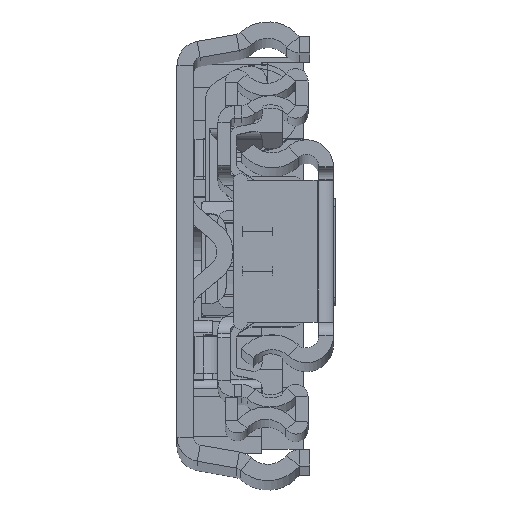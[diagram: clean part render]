
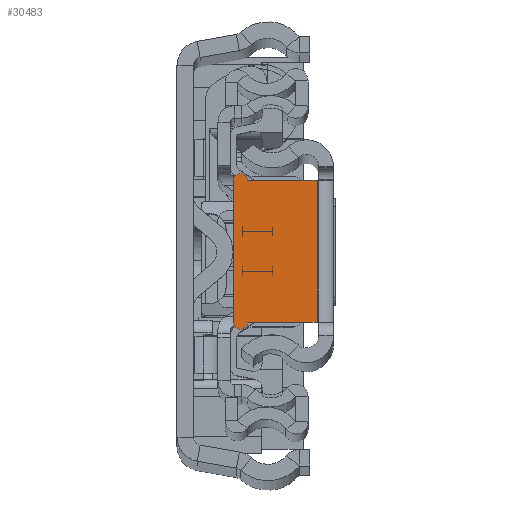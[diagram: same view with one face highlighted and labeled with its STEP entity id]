
A CAD part, top view. The second image highlights one B-rep face of the part: STEP entity #30483.
In plain terms, the highlighted planar face has unit normal (0, 0, 1).
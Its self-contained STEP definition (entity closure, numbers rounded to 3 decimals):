
#3558 = CARTESIAN_POINT ( 'NONE',  ( -10.5, 8.65, 0. ) ) ;
#3961 = DIRECTION ( 'NONE',  ( 0., 1., 0. ) ) ;
#4763 = LINE ( 'NONE', #12418, #46665 ) ;
#6648 = AXIS2_PLACEMENT_3D ( 'NONE', #43085, #26270, #42041 ) ;
#6665 = CARTESIAN_POINT ( 'NONE',  ( -11.35, 8.65, 0. ) ) ;
#7912 = CARTESIAN_POINT ( 'NONE',  ( -2., 0., 0. ) ) ;
#10231 = CARTESIAN_POINT ( 'NONE',  ( -12.2, -8.65, 0. ) ) ;
#10361 = DIRECTION ( 'NONE',  ( 1., 0., 0. ) ) ;
#11900 = ORIENTED_EDGE ( 'NONE', *, *, #19890, .T. ) ;
#12028 = EDGE_CURVE ( 'NONE', #30128, #29594, #18354, .T. ) ;
#12168 = DIRECTION ( 'NONE',  ( -1., 0., 0. ) ) ;
#12418 = CARTESIAN_POINT ( 'NONE',  ( -12.2, -8.65, 0. ) ) ;
#13875 = CARTESIAN_POINT ( 'NONE',  ( -12.2, 8.65, 0. ) ) ;
#14655 = ORIENTED_EDGE ( 'NONE', *, *, #43619, .T. ) ;
#14925 = VERTEX_POINT ( 'NONE', #15651 ) ;
#15345 = DIRECTION ( 'NONE',  ( 0., 0., 1. ) ) ;
#15558 = LINE ( 'NONE', #7912, #51433 ) ;
#15651 = CARTESIAN_POINT ( 'NONE',  ( -2., -8.65, 0. ) ) ;
#16214 = EDGE_LOOP ( 'NONE', ( #23068, #18078, #29746, #11900, #28923, #14655 ) ) ;
#16505 = EDGE_CURVE ( 'NONE', #14925, #18292, #4763, .T. ) ;
#16757 = PLANE ( 'NONE',  #6648 ) ;
#17056 = VERTEX_POINT ( 'NONE', #3558 ) ;
#18078 = ORIENTED_EDGE ( 'NONE', *, *, #34895, .T. ) ;
#18141 = CARTESIAN_POINT ( 'NONE',  ( -11.35, -8.65, 0. ) ) ;
#18238 = LINE ( 'NONE', #19028, #40359 ) ;
#18292 = VERTEX_POINT ( 'NONE', #39602 ) ;
#18354 = LINE ( 'NONE', #13875, #48949 ) ;
#19028 = CARTESIAN_POINT ( 'NONE',  ( -1.8, 8.65, 0. ) ) ;
#19890 = EDGE_CURVE ( 'NONE', #14925, #38433, #15558, .T. ) ;
#20944 = EDGE_CURVE ( 'NONE', #17056, #38433, #18238, .T. ) ;
#23068 = ORIENTED_EDGE ( 'NONE', *, *, #12028, .F. ) ;
#26270 = DIRECTION ( 'NONE',  ( 0., 0., 1. ) ) ;
#28923 = ORIENTED_EDGE ( 'NONE', *, *, #20944, .F. ) ;
#29594 = VERTEX_POINT ( 'NONE', #45399 ) ;
#29746 = ORIENTED_EDGE ( 'NONE', *, *, #16505, .F. ) ;
#30128 = VERTEX_POINT ( 'NONE', #10231 ) ;
#30483 = ADVANCED_FACE ( 'NONE', ( #36805 ), #16757, .T. ) ;
#33876 = CARTESIAN_POINT ( 'NONE',  ( -2., 8.65, 0. ) ) ;
#33959 = DIRECTION ( 'NONE',  ( 0., 0., 1. ) ) ;
#34316 = DIRECTION ( 'NONE',  ( 1., 0., 0. ) ) ;
#34895 = EDGE_CURVE ( 'NONE', #30128, #18292, #34969, .T. ) ;
#34969 = CIRCLE ( 'NONE', #50079, 0.85 ) ;
#35344 = AXIS2_PLACEMENT_3D ( 'NONE', #6665, #15345, #10361 ) ;
#36805 = FACE_OUTER_BOUND ( 'NONE', #16214, .T. ) ;
#37848 = CIRCLE ( 'NONE', #35344, 0.85 ) ;
#38424 = DIRECTION ( 'NONE',  ( -1., 0., 0. ) ) ;
#38433 = VERTEX_POINT ( 'NONE', #33876 ) ;
#39602 = CARTESIAN_POINT ( 'NONE',  ( -10.5, -8.65, 0. ) ) ;
#40359 = VECTOR ( 'NONE', #34316, 1000. ) ;
#41540 = DIRECTION ( 'NONE',  ( 0., 1., 0. ) ) ;
#42041 = DIRECTION ( 'NONE',  ( 1., 0., 0. ) ) ;
#43085 = CARTESIAN_POINT ( 'NONE',  ( 0., 0., 0. ) ) ;
#43619 = EDGE_CURVE ( 'NONE', #17056, #29594, #37848, .T. ) ;
#45399 = CARTESIAN_POINT ( 'NONE',  ( -12.2, 8.65, 0. ) ) ;
#46665 = VECTOR ( 'NONE', #12168, 1000. ) ;
#48949 = VECTOR ( 'NONE', #41540, 1000. ) ;
#50079 = AXIS2_PLACEMENT_3D ( 'NONE', #18141, #33959, #38424 ) ;
#51433 = VECTOR ( 'NONE', #3961, 1000. ) ;
